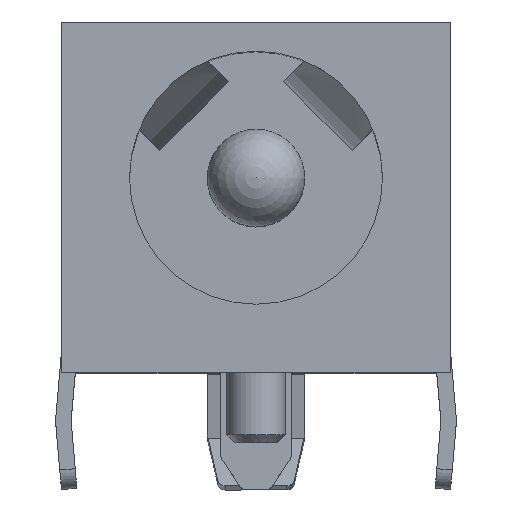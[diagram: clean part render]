
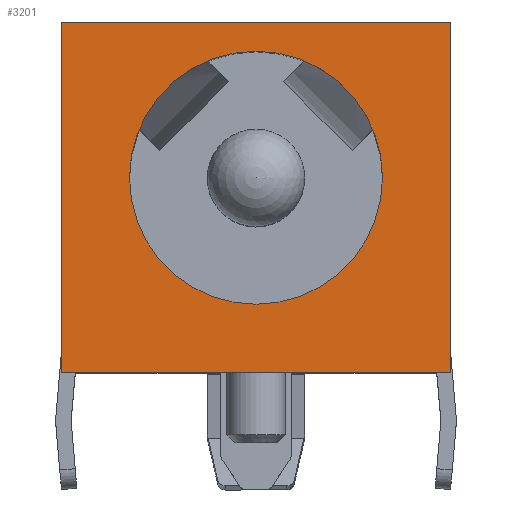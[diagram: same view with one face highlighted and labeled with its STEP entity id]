
A CAD part, top view. The second image highlights one B-rep face of the part: STEP entity #3201.
In plain terms, the highlighted planar face has unit normal (0, 0, 1).
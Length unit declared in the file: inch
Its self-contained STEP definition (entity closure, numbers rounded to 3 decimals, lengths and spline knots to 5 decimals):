
#441 = CARTESIAN_POINT ( 'NONE',  ( -0.19685, -0.19685, 0. ) ) ;
#661 = LINE ( 'NONE', #5721, #2187 ) ;
#987 = CARTESIAN_POINT ( 'NONE',  ( 0., 0., 0. ) ) ;
#1269 = CARTESIAN_POINT ( 'NONE',  ( -0.19685, 0.15748, 0. ) ) ;
#1436 = EDGE_CURVE ( 'NONE', #7911, #2834, #5887, .T. ) ;
#1808 = DIRECTION ( 'NONE',  ( 0., -1., 0. ) ) ;
#2025 = CARTESIAN_POINT ( 'NONE',  ( 0.19685, -0.19685, 0. ) ) ;
#2094 = PLANE ( 'NONE',  #5513 ) ;
#2170 = DIRECTION ( 'NONE',  ( 1., 0., 0. ) ) ;
#2187 = VECTOR ( 'NONE', #1808, 39.37008 ) ;
#2298 = VECTOR ( 'NONE', #7815, 39.37008 ) ;
#2409 = EDGE_CURVE ( 'NONE', #2834, #7911, #4978, .T. ) ;
#2415 = ORIENTED_EDGE ( 'NONE', *, *, #1436, .F. ) ;
#2699 = ORIENTED_EDGE ( 'NONE', *, *, #2409, .F. ) ;
#2834 = VERTEX_POINT ( 'NONE', #6902 ) ;
#2925 = EDGE_CURVE ( 'NONE', #5013, #7806, #7896, .T. ) ;
#3057 = DIRECTION ( 'NONE',  ( 0., 0., 1. ) ) ;
#3201 = ADVANCED_FACE ( 'NONE', ( #5286, #3309 ), #2094, .T. ) ;
#3309 = FACE_OUTER_BOUND ( 'NONE', #5740, .T. ) ;
#3456 = CARTESIAN_POINT ( 'NONE',  ( -0.19685, -0.19685, 0. ) ) ;
#3695 = LINE ( 'NONE', #441, #6356 ) ;
#3874 = LINE ( 'NONE', #4418, #7309 ) ;
#3975 = DIRECTION ( 'NONE',  ( 1., 0., 0. ) ) ;
#4005 = EDGE_CURVE ( 'NONE', #7806, #7997, #661, .T. ) ;
#4117 = EDGE_LOOP ( 'NONE', ( #2699, #2415 ) ) ;
#4418 = CARTESIAN_POINT ( 'NONE',  ( 0.19685, 0.15748, 0. ) ) ;
#4420 = ORIENTED_EDGE ( 'NONE', *, *, #6983, .T. ) ;
#4799 = DIRECTION ( 'NONE',  ( 0., 0., 1. ) ) ;
#4839 = ORIENTED_EDGE ( 'NONE', *, *, #2925, .T. ) ;
#4857 = EDGE_CURVE ( 'NONE', #7997, #6994, #3695, .T. ) ;
#4978 = CIRCLE ( 'NONE', #6998, 0.12795 ) ;
#5013 = VERTEX_POINT ( 'NONE', #7692 ) ;
#5249 = DIRECTION ( 'NONE',  ( 0., 0., 1. ) ) ;
#5286 = FACE_BOUND ( 'NONE', #4117, .T. ) ;
#5348 = ORIENTED_EDGE ( 'NONE', *, *, #4857, .T. ) ;
#5513 = AXIS2_PLACEMENT_3D ( 'NONE', #6422, #5249, #3975 ) ;
#5538 = ORIENTED_EDGE ( 'NONE', *, *, #4005, .T. ) ;
#5550 = DIRECTION ( 'NONE',  ( 1., 0., 0. ) ) ;
#5721 = CARTESIAN_POINT ( 'NONE',  ( -0.19685, 0.15748, 0. ) ) ;
#5740 = EDGE_LOOP ( 'NONE', ( #5538, #5348, #4420, #4839 ) ) ;
#5838 = CARTESIAN_POINT ( 'NONE',  ( -0.19685, 0.15748, 0. ) ) ;
#5873 = CARTESIAN_POINT ( 'NONE',  ( 0., 0., 0. ) ) ;
#5887 = CIRCLE ( 'NONE', #7910, 0.12795 ) ;
#6356 = VECTOR ( 'NONE', #5550, 39.37008 ) ;
#6422 = CARTESIAN_POINT ( 'NONE',  ( -0.19685, -0.19685, 0. ) ) ;
#6455 = CARTESIAN_POINT ( 'NONE',  ( -0.12795, 0., 0. ) ) ;
#6902 = CARTESIAN_POINT ( 'NONE',  ( 0.12795, 0., 0. ) ) ;
#6983 = EDGE_CURVE ( 'NONE', #6994, #5013, #3874, .T. ) ;
#6994 = VERTEX_POINT ( 'NONE', #2025 ) ;
#6998 = AXIS2_PLACEMENT_3D ( 'NONE', #5873, #3057, #7378 ) ;
#7309 = VECTOR ( 'NONE', #7613, 39.37008 ) ;
#7378 = DIRECTION ( 'NONE',  ( 1., 0., 0. ) ) ;
#7613 = DIRECTION ( 'NONE',  ( 0., 1., 0. ) ) ;
#7692 = CARTESIAN_POINT ( 'NONE',  ( 0.19685, 0.15748, 0. ) ) ;
#7806 = VERTEX_POINT ( 'NONE', #1269 ) ;
#7815 = DIRECTION ( 'NONE',  ( -1., 0., 0. ) ) ;
#7896 = LINE ( 'NONE', #5838, #2298 ) ;
#7910 = AXIS2_PLACEMENT_3D ( 'NONE', #987, #4799, #2170 ) ;
#7911 = VERTEX_POINT ( 'NONE', #6455 ) ;
#7997 = VERTEX_POINT ( 'NONE', #3456 ) ;
